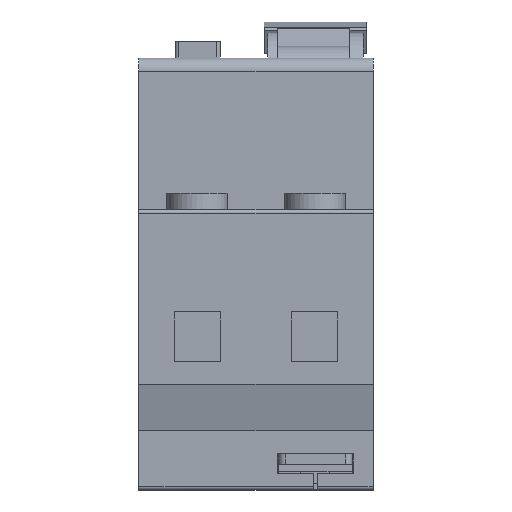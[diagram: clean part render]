
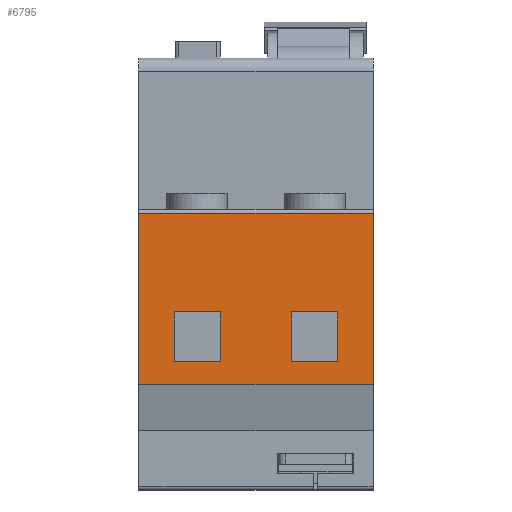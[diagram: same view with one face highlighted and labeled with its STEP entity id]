
A CAD part, front view. The second image highlights one B-rep face of the part: STEP entity #6795.
In plain terms, the highlighted planar face has unit normal (0, -1, 0).
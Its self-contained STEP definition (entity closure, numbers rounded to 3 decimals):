
#272 = CARTESIAN_POINT ( 'NONE',  ( 12.4, -38.4, 19.5 ) ) ;
#354 = ORIENTED_EDGE ( 'NONE', *, *, #5066, .F. ) ;
#373 = EDGE_CURVE ( 'NONE', #2121, #3613, #1507, .T. ) ;
#390 = VERTEX_POINT ( 'NONE', #2067 ) ;
#594 = EDGE_CURVE ( 'NONE', #7102, #390, #1732, .T. ) ;
#705 = EDGE_CURVE ( 'NONE', #3033, #2121, #4837, .T. ) ;
#883 = LINE ( 'NONE', #5574, #1928 ) ;
#918 = CARTESIAN_POINT ( 'NONE',  ( 12.4, -38.4, 19.5 ) ) ;
#920 = LINE ( 'NONE', #992, #4813 ) ;
#992 = CARTESIAN_POINT ( 'NONE',  ( -12.4, -38.4, 27. ) ) ;
#1092 = CARTESIAN_POINT ( 'NONE',  ( 17.75, -38.4, 16. ) ) ;
#1206 = VERTEX_POINT ( 'NONE', #5882 ) ;
#1213 = DIRECTION ( 'NONE',  ( -1., 0., 0. ) ) ;
#1228 = VECTOR ( 'NONE', #5479, 1000. ) ;
#1317 = ORIENTED_EDGE ( 'NONE', *, *, #3792, .F. ) ;
#1320 = CARTESIAN_POINT ( 'NONE',  ( 17.75, -38.4, 42. ) ) ;
#1458 = EDGE_LOOP ( 'NONE', ( #1317, #354, #4003, #6722 ) ) ;
#1485 = ORIENTED_EDGE ( 'NONE', *, *, #2338, .T. ) ;
#1507 = LINE ( 'NONE', #5573, #2695 ) ;
#1636 = LINE ( 'NONE', #3911, #1228 ) ;
#1679 = CARTESIAN_POINT ( 'NONE',  ( 5.4, -38.4, 19.5 ) ) ;
#1732 = LINE ( 'NONE', #4458, #2007 ) ;
#1741 = CARTESIAN_POINT ( 'NONE',  ( 12.4, -38.4, 27. ) ) ;
#1801 = FACE_BOUND ( 'NONE', #1458, .T. ) ;
#1813 = CARTESIAN_POINT ( 'NONE',  ( 5.4, -38.4, 27. ) ) ;
#1924 = DIRECTION ( 'NONE',  ( 1., 0., 0. ) ) ;
#1928 = VECTOR ( 'NONE', #1924, 1000. ) ;
#2007 = VECTOR ( 'NONE', #4006, 1000. ) ;
#2067 = CARTESIAN_POINT ( 'NONE',  ( -17.75, -38.4, 16. ) ) ;
#2071 = ORIENTED_EDGE ( 'NONE', *, *, #6279, .F. ) ;
#2121 = VERTEX_POINT ( 'NONE', #918 ) ;
#2293 = EDGE_LOOP ( 'NONE', ( #5568, #2071, #7244, #3097 ) ) ;
#2338 = EDGE_CURVE ( 'NONE', #2540, #1206, #4754, .T. ) ;
#2373 = LINE ( 'NONE', #1741, #2545 ) ;
#2540 = VERTEX_POINT ( 'NONE', #7251 ) ;
#2545 = VECTOR ( 'NONE', #1213, 1000. ) ;
#2632 = DIRECTION ( 'NONE',  ( 0., 0., -1. ) ) ;
#2690 = CARTESIAN_POINT ( 'NONE',  ( -5.4, -38.4, 19.5 ) ) ;
#2695 = VECTOR ( 'NONE', #3816, 1000. ) ;
#2846 = CARTESIAN_POINT ( 'NONE',  ( 17.75, -38.4, 16. ) ) ;
#2932 = VERTEX_POINT ( 'NONE', #2690 ) ;
#2964 = DIRECTION ( 'NONE',  ( 0., 0., -1. ) ) ;
#3033 = VERTEX_POINT ( 'NONE', #1679 ) ;
#3096 = VECTOR ( 'NONE', #7082, 1000. ) ;
#3097 = ORIENTED_EDGE ( 'NONE', *, *, #705, .F. ) ;
#3144 = LINE ( 'NONE', #3737, #3722 ) ;
#3218 = ORIENTED_EDGE ( 'NONE', *, *, #594, .F. ) ;
#3267 = ORIENTED_EDGE ( 'NONE', *, *, #3844, .F. ) ;
#3417 = DIRECTION ( 'NONE',  ( 0., 1., 0. ) ) ;
#3524 = DIRECTION ( 'NONE',  ( 0., 0., 1. ) ) ;
#3613 = VERTEX_POINT ( 'NONE', #6981 ) ;
#3722 = VECTOR ( 'NONE', #5566, 1000. ) ;
#3723 = CARTESIAN_POINT ( 'NONE',  ( -12.4, -38.4, 19.5 ) ) ;
#3737 = CARTESIAN_POINT ( 'NONE',  ( -5.4, -38.4, 27. ) ) ;
#3792 = EDGE_CURVE ( 'NONE', #7324, #2932, #883, .T. ) ;
#3795 = ORIENTED_EDGE ( 'NONE', *, *, #6903, .T. ) ;
#3816 = DIRECTION ( 'NONE',  ( 0., 0., 1. ) ) ;
#3844 = EDGE_CURVE ( 'NONE', #2540, #7102, #6210, .T. ) ;
#3911 = CARTESIAN_POINT ( 'NONE',  ( -12.4, -38.4, 27. ) ) ;
#4003 = ORIENTED_EDGE ( 'NONE', *, *, #4626, .F. ) ;
#4006 = DIRECTION ( 'NONE',  ( -1., 0., 0. ) ) ;
#4082 = CARTESIAN_POINT ( 'NONE',  ( 17.75, -38.4, 16. ) ) ;
#4112 = EDGE_CURVE ( 'NONE', #2932, #4466, #3144, .T. ) ;
#4120 = LINE ( 'NONE', #4720, #4580 ) ;
#4263 = EDGE_CURVE ( 'NONE', #4468, #3033, #7364, .T. ) ;
#4458 = CARTESIAN_POINT ( 'NONE',  ( 17.75, -38.4, 16. ) ) ;
#4466 = VERTEX_POINT ( 'NONE', #5798 ) ;
#4468 = VERTEX_POINT ( 'NONE', #1813 ) ;
#4580 = VECTOR ( 'NONE', #2964, 1000. ) ;
#4626 = EDGE_CURVE ( 'NONE', #4466, #6931, #1636, .T. ) ;
#4679 = CARTESIAN_POINT ( 'NONE',  ( -12.4, -38.4, 27. ) ) ;
#4685 = VECTOR ( 'NONE', #7072, 1000. ) ;
#4720 = CARTESIAN_POINT ( 'NONE',  ( -17.75, -38.4, 16. ) ) ;
#4754 = LINE ( 'NONE', #1320, #4685 ) ;
#4813 = VECTOR ( 'NONE', #2632, 1000. ) ;
#4837 = LINE ( 'NONE', #272, #3096 ) ;
#4932 = AXIS2_PLACEMENT_3D ( 'NONE', #4082, #3417, #3524 ) ;
#5050 = FACE_BOUND ( 'NONE', #2293, .T. ) ;
#5066 = EDGE_CURVE ( 'NONE', #6931, #7324, #920, .T. ) ;
#5148 = CARTESIAN_POINT ( 'NONE',  ( 5.4, -38.4, 27. ) ) ;
#5479 = DIRECTION ( 'NONE',  ( -1., 0., 0. ) ) ;
#5566 = DIRECTION ( 'NONE',  ( 0., 0., 1. ) ) ;
#5568 = ORIENTED_EDGE ( 'NONE', *, *, #4263, .F. ) ;
#5573 = CARTESIAN_POINT ( 'NONE',  ( 12.4, -38.4, 27. ) ) ;
#5574 = CARTESIAN_POINT ( 'NONE',  ( -12.4, -38.4, 19.5 ) ) ;
#5726 = DIRECTION ( 'NONE',  ( 0., 0., -1. ) ) ;
#5798 = CARTESIAN_POINT ( 'NONE',  ( -5.4, -38.4, 27. ) ) ;
#5879 = VECTOR ( 'NONE', #5726, 1000. ) ;
#5882 = CARTESIAN_POINT ( 'NONE',  ( -17.75, -38.4, 42. ) ) ;
#6013 = EDGE_LOOP ( 'NONE', ( #3267, #1485, #3795, #3218 ) ) ;
#6210 = LINE ( 'NONE', #1092, #5879 ) ;
#6257 = FACE_OUTER_BOUND ( 'NONE', #6013, .T. ) ;
#6279 = EDGE_CURVE ( 'NONE', #3613, #4468, #2373, .T. ) ;
#6722 = ORIENTED_EDGE ( 'NONE', *, *, #4112, .F. ) ;
#6794 = DIRECTION ( 'NONE',  ( 0., 0., -1. ) ) ;
#6795 = ADVANCED_FACE ( 'NONE', ( #1801, #5050, #6257 ), #6807, .F. ) ;
#6807 = PLANE ( 'NONE',  #4932 ) ;
#6835 = VECTOR ( 'NONE', #6794, 1000. ) ;
#6903 = EDGE_CURVE ( 'NONE', #1206, #390, #4120, .T. ) ;
#6931 = VERTEX_POINT ( 'NONE', #4679 ) ;
#6981 = CARTESIAN_POINT ( 'NONE',  ( 12.4, -38.4, 27. ) ) ;
#7072 = DIRECTION ( 'NONE',  ( -1., 0., 0. ) ) ;
#7082 = DIRECTION ( 'NONE',  ( 1., 0., 0. ) ) ;
#7102 = VERTEX_POINT ( 'NONE', #2846 ) ;
#7244 = ORIENTED_EDGE ( 'NONE', *, *, #373, .F. ) ;
#7251 = CARTESIAN_POINT ( 'NONE',  ( 17.75, -38.4, 42. ) ) ;
#7324 = VERTEX_POINT ( 'NONE', #3723 ) ;
#7364 = LINE ( 'NONE', #5148, #6835 ) ;
